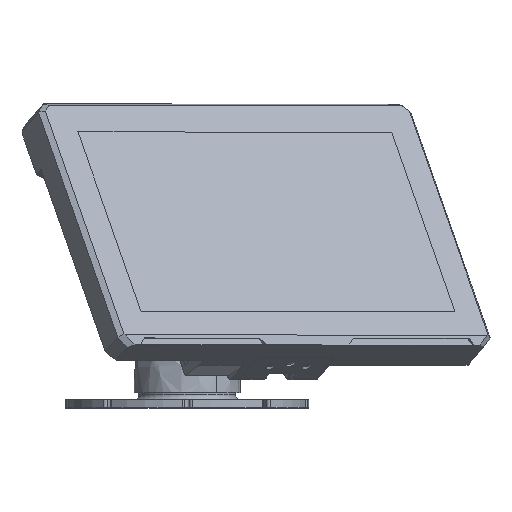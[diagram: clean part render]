
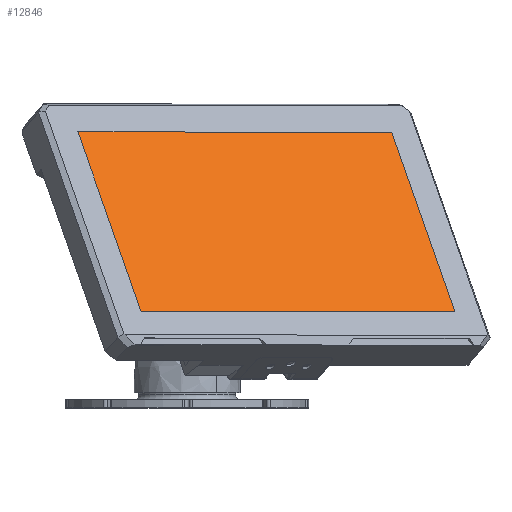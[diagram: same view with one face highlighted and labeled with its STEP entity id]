
A CAD part, top view. The second image highlights one B-rep face of the part: STEP entity #12846.
In plain terms, the highlighted face is planar.
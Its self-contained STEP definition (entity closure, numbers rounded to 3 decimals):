
#953=PLANE('',#14107);
#1635=FACE_OUTER_BOUND('',#2506,.T.);
#2506=EDGE_LOOP('',(#11052,#11053,#11054,#11055));
#4050=LINE('',#21872,#5195);
#4053=LINE('',#21878,#5198);
#4056=LINE('',#21884,#5201);
#4059=LINE('',#21888,#5204);
#5195=VECTOR('',#17046,10.);
#5198=VECTOR('',#17051,10.);
#5201=VECTOR('',#17056,10.);
#5204=VECTOR('',#17061,10.);
#6409=VERTEX_POINT('',#21869);
#6410=VERTEX_POINT('',#21871);
#6412=VERTEX_POINT('',#21877);
#6414=VERTEX_POINT('',#21883);
#8023=EDGE_CURVE('',#6410,#6409,#4050,.T.);
#8026=EDGE_CURVE('',#6412,#6410,#4053,.T.);
#8029=EDGE_CURVE('',#6414,#6412,#4056,.T.);
#8032=EDGE_CURVE('',#6409,#6414,#4059,.T.);
#11052=ORIENTED_EDGE('',*,*,#8032,.T.);
#11053=ORIENTED_EDGE('',*,*,#8029,.T.);
#11054=ORIENTED_EDGE('',*,*,#8026,.T.);
#11055=ORIENTED_EDGE('',*,*,#8023,.T.);
#12846=ADVANCED_FACE('',(#1635),#953,.T.);
#14107=AXIS2_PLACEMENT_3D('',#21890,#17064,#17065);
#17046=DIRECTION('',(0.,0.,1.));
#17051=DIRECTION('',(-1.,0.,0.));
#17056=DIRECTION('',(0.,0.,-1.));
#17061=DIRECTION('',(1.,0.,0.));
#17064=DIRECTION('center_axis',(0.,1.,0.));
#17065=DIRECTION('ref_axis',(0.,0.,1.));
#21869=CARTESIAN_POINT('',(-44.,2.,78.));
#21871=CARTESIAN_POINT('',(-44.,2.,-78.));
#21872=CARTESIAN_POINT('',(-44.,2.,78.));
#21877=CARTESIAN_POINT('',(44.,2.,-78.));
#21878=CARTESIAN_POINT('',(-44.,2.,-78.));
#21883=CARTESIAN_POINT('',(44.,2.,78.));
#21884=CARTESIAN_POINT('',(44.,2.,-78.));
#21888=CARTESIAN_POINT('',(44.,2.,78.));
#21890=CARTESIAN_POINT('Origin',(0.,2.,0.));
